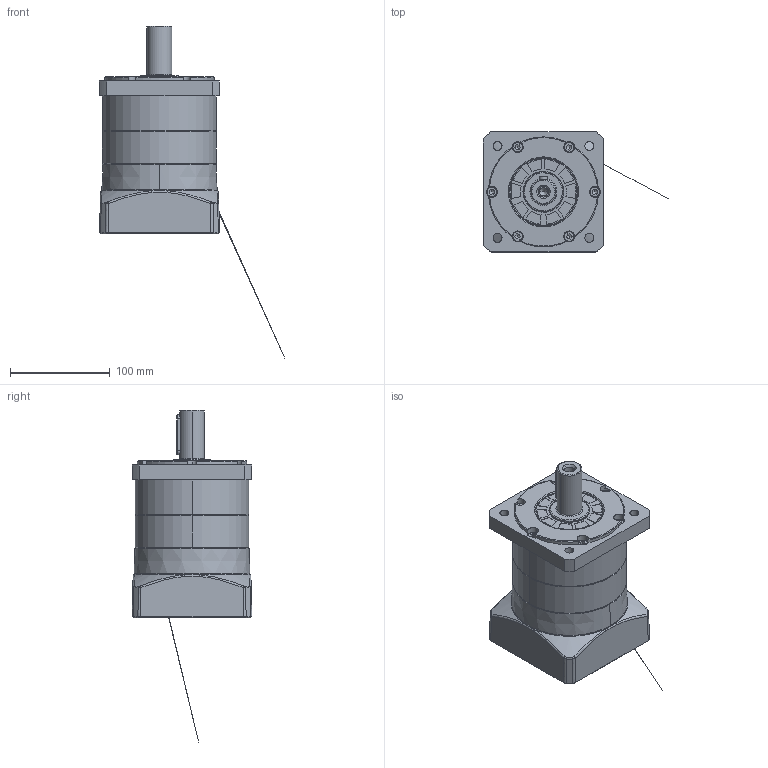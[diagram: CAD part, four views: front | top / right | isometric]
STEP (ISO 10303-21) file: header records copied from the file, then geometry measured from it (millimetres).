
FILE_DESCRIPTION (( 'STEP AP214' ), '1' );
FILE_NAME ('FB-120-L1-P2-¦µ24-¦µ95-¦µ115-M6-59.STEP', '2024-01-05T00:44:00', ( 'admin' ), ( '' ), 'SwSTEP 2.0', 'SolidWorks 2013', '' );
FILE_SCHEMA (( 'AUTOMOTIVE_DESIGN' ));
Length unit declared in the file: millimetre
Products named in the file (9): FBK嘎殤蚐猾 KG40x68x5; FB-120-L1-P2-朴24-朴95-朴115-M6-59; 镂空输入法兰FB120-95x70xM6(115); 怀堤傷褲极FB120; 单边锁输入轴FB120-24（带螺丝）; M6樓粟菜; A倰す瑩8X40; 怀堤俴陎殤FB120-C25; 内齿圈FB120-D108
Assembly tree (19 placements, depth 2):
  FB-120-L1-P2-朴24-朴95-朴115-M6-59
    FBK嘎殤蚐猾 KG40x68x5
    内齿圈FB120-D108
    怀堤俴陎殤FB120-C25
    A倰す瑩8X40
    M6樓粟菜  x12
    单边锁输入轴FB120-24（带螺丝）
    怀堤傷褲极FB120
    镂空输入法兰FB120-95x70xM6(115)
Bounding box: 185.09 x 120 x 332.06 mm (x, y, z)
Volume: 1478446.6 mm3; surface area: 242410.1 mm2
Topology: 8 solids, 33 shells, 1236 faces, 2970 edges, 1818 vertices
Faces by surface type: bspline 400, plane 349, cylinder 275, cone 177, torus 35
Entity records: 43659 total; most frequent: CARTESIAN_POINT 23693, ORIENTED_EDGE 4585, DIRECTION 3376, EDGE_CURVE 2296, VERTEX_POINT 1389, AXIS2_PLACEMENT_3D 1363, EDGE_LOOP 1058, FACE_OUTER_BOUND 972
